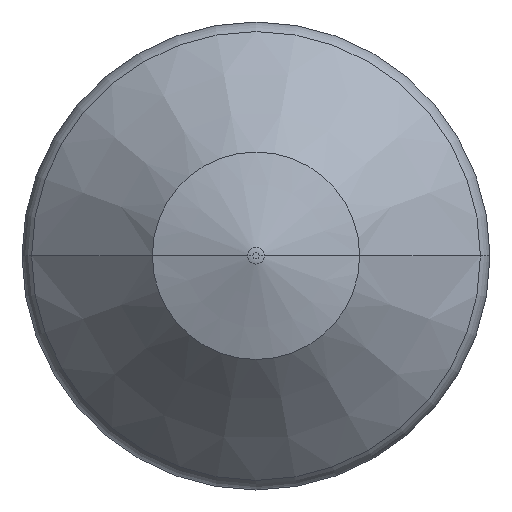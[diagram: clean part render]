
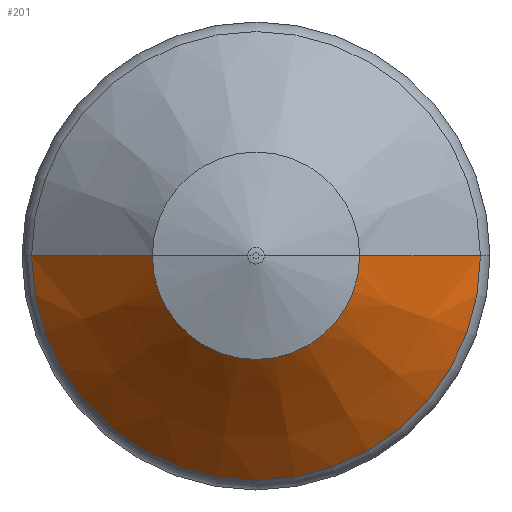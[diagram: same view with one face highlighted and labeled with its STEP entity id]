
A CAD part, top view. The second image highlights one B-rep face of the part: STEP entity #201.
In plain terms, the highlighted conical face has half-angle 45 degrees and reference radius 2.5 mm.
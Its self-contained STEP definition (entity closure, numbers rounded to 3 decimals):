
#5 = VERTEX_POINT ( 'NONE', #186 ) ;
#6 = VERTEX_POINT ( 'NONE', #188 ) ;
#34 = EDGE_CURVE ( 'NONE', #43, #5, #322, .T. ) ;
#38 = EDGE_CURVE ( 'NONE', #39, #6, #306, .T. ) ;
#39 = VERTEX_POINT ( 'NONE', #308 ) ;
#43 = VERTEX_POINT ( 'NONE', #263 ) ;
#160 = ORIENTED_EDGE ( 'NONE', *, *, #196, .T. ) ;
#161 = EDGE_CURVE ( 'NONE', #5, #6, #586, .T. ) ;
#162 = ORIENTED_EDGE ( 'NONE', *, *, #38, .T. ) ;
#165 = ORIENTED_EDGE ( 'NONE', *, *, #161, .F. ) ;
#167 = EDGE_LOOP ( 'NONE', ( #200, #160, #162, #165 ) ) ;
#186 = CARTESIAN_POINT ( 'NONE',  ( 5.41, 0., 85.021 ) ) ;
#188 = CARTESIAN_POINT ( 'NONE',  ( -5.41, 0., 85.021 ) ) ;
#196 = EDGE_CURVE ( 'NONE', #43, #39, #582, .T. ) ;
#200 = ORIENTED_EDGE ( 'NONE', *, *, #34, .F. ) ;
#201 = ADVANCED_FACE ( 'NONE', ( #583 ), #686, .T. ) ;
#263 = CARTESIAN_POINT ( 'NONE',  ( 2.5, 0., 87.931 ) ) ;
#303 = DIRECTION ( 'NONE',  ( -0.707, 0., -0.707 ) ) ;
#304 = VECTOR ( 'NONE', #303, 1000. ) ;
#305 = CARTESIAN_POINT ( 'NONE',  ( -2.5, 0., 87.931 ) ) ;
#306 = LINE ( 'NONE', #305, #304 ) ;
#308 = CARTESIAN_POINT ( 'NONE',  ( -2.5, 0., 87.931 ) ) ;
#319 = DIRECTION ( 'NONE',  ( 0.707, 0., -0.707 ) ) ;
#320 = VECTOR ( 'NONE', #319, 1000. ) ;
#321 = CARTESIAN_POINT ( 'NONE',  ( 2.5, 0., 87.931 ) ) ;
#322 = LINE ( 'NONE', #321, #320 ) ;
#582 = CIRCLE ( 'NONE', #604, 2.5 ) ;
#583 = FACE_OUTER_BOUND ( 'NONE', #167, .T. ) ;
#586 = CIRCLE ( 'NONE', #647, 5.41 ) ;
#604 = AXIS2_PLACEMENT_3D ( 'NONE', #682, #681, #680 ) ;
#605 = CARTESIAN_POINT ( 'NONE',  ( 0., 0., 87.931 ) ) ;
#622 = DIRECTION ( 'NONE',  ( -1., 0., 0. ) ) ;
#637 = CARTESIAN_POINT ( 'NONE',  ( 0., 0., 85.021 ) ) ;
#647 = AXIS2_PLACEMENT_3D ( 'NONE', #637, #669, #648 ) ;
#648 = DIRECTION ( 'NONE',  ( -1., 0., 0. ) ) ;
#669 = DIRECTION ( 'NONE',  ( 0., 0., -1. ) ) ;
#674 = AXIS2_PLACEMENT_3D ( 'NONE', #605, #688, #622 ) ;
#680 = DIRECTION ( 'NONE',  ( -1., 0., 0. ) ) ;
#681 = DIRECTION ( 'NONE',  ( 0., 0., -1. ) ) ;
#682 = CARTESIAN_POINT ( 'NONE',  ( 0., 0., 87.931 ) ) ;
#686 = CONICAL_SURFACE ( 'NONE', #674, 2.5, 0.785 ) ;
#688 = DIRECTION ( 'NONE',  ( 0., 0., -1. ) ) ;
